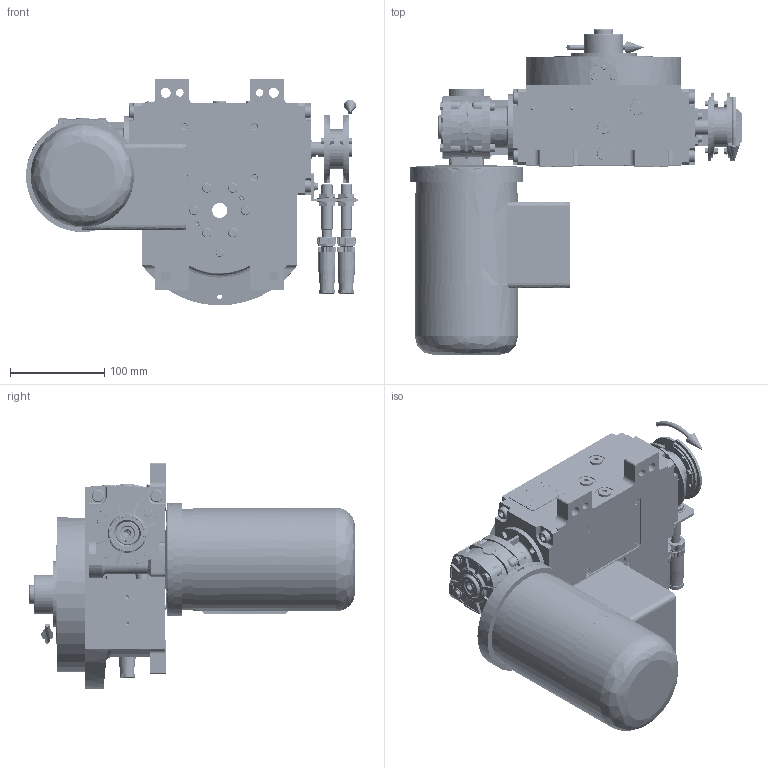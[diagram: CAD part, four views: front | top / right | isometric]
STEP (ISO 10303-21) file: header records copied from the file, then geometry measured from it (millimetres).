
FILE_DESCRIPTION (( 'STEP AP214' ), '1' );
FILE_NAME ('PC5200432.step', '2024-06-25T10:04:02', ( '' ), ( '' ), 'SwSTEP 2.0', 'SolidWorks 2020', '' );
FILE_SCHEMA (( 'AUTOMOTIVE_DESIGN' ));
Length unit declared in the file: millimetre
Products named in the file (84): cfn2356_03_051; rig04_004; rig04_014; 900_38_30_003; rig06_021; AS_cfn2476_01_001_48x38; MA56B5; cfn2003_01_063; cfn2223_01-390x6-b; rig04_005; cfn2151_01_092; cfn2000_01_151; cfn2055_01_002; olio_agip_blasia_150; cfn2115_02_188; AS_rig04_071_10_m; cfn2107_01_001; freccia_angolare; cfn2000_01_129; cfn2000_01_161; freccia_angolare_albero; cfn2276_01_065; 900_00_00_005; AS_rig04_004; cfn2151_01_087; cfn2476_01_001_48x38; cfn2104_01_002; cfn2128_05_006; AS_rig04_014; PC5200432; cfn2070_05_001; cfn2155_01_055; cfn2400_04_024; cfn2000_01_185; cfn2000_01_147; rig04_002_bl_009; AS_rig04_015; cfn2104_02_017; AS_rig04_002_bl_009; cfn2128_04_011 ...
Assembly tree (85 placements, depth 3):
  cfn2356_03_051
  cfn2223_01-390x6-b
  cfn2151_01_092
  olio_agip_blasia_150
  cfn2276_01_065
Bounding box: 353 x 346.5 x 240.91 mm (x, y, z)
Volume: 4148141.2 mm3; surface area: 667975.6 mm2
Topology: 87 solids, 87 shells, 5687 faces, 14324 edges, 9071 vertices
Faces by surface type: plane 2635, cylinder 1839, cone 961, torus 171, bspline 75, sphere 6
Entity records: 153375 total; most frequent: CARTESIAN_POINT 39580, ORIENTED_EDGE 21908, DIRECTION 21732, EDGE_CURVE 10954, AXIS2_PLACEMENT_3D 7945, VERTEX_POINT 7018, LINE 5842, VECTOR 5842
